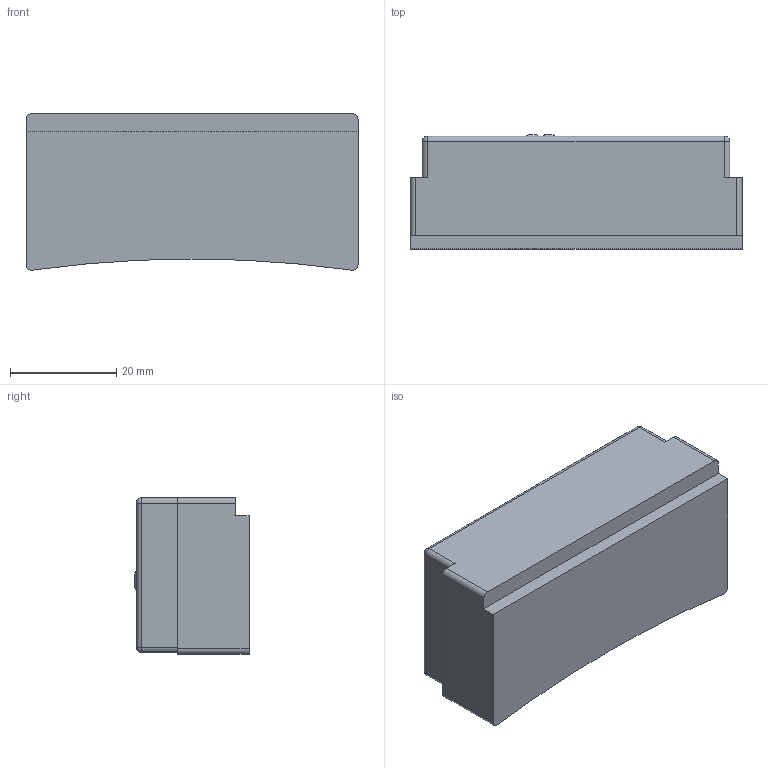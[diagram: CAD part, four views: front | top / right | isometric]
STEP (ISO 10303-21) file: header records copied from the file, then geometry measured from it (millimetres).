
FILE_DESCRIPTION (( 'STEP AP214' ), '1' );
FILE_NAME ('CFW300-CRS485.STEP', '2018-09-24T22:19:00', ( '' ), ( '' ), 'SwSTEP 2.0', 'SolidWorks 2017', '' );
FILE_SCHEMA (( 'AUTOMOTIVE_DESIGN' ));
Length unit declared in the file: inch
Products named in the file (1): CFW300-CRS485
Bounding box: 62.5 x 21.47 x 29.45 mm (x, y, z)
Volume: 35458.8 mm3; surface area: 7417.1 mm2
Topology: 1 solids, 1 shells, 1067 faces, 2872 edges, 1902 vertices
Faces by surface type: plane 532, bspline 477, cylinder 43, cone 10, sphere 4, torus 1
Entity records: 66584 total; most frequent: CARTESIAN_POINT 30275, ORIENTED_EDGE 5736, DIRECTION 3177, EDGE_CURVE 2868, VERTEX_POINT 1902, LINE 1803, VECTOR 1803, EDGE_LOOP 1166
